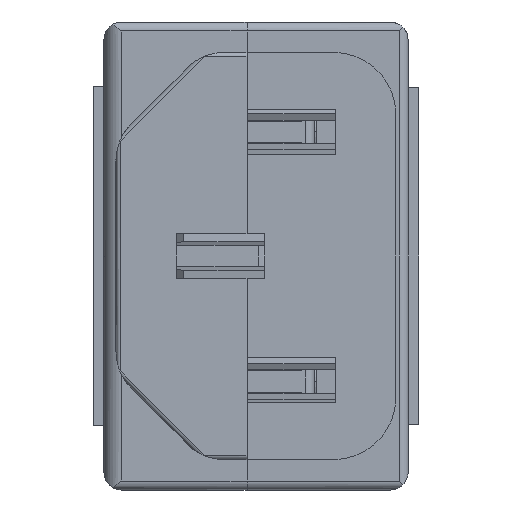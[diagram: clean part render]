
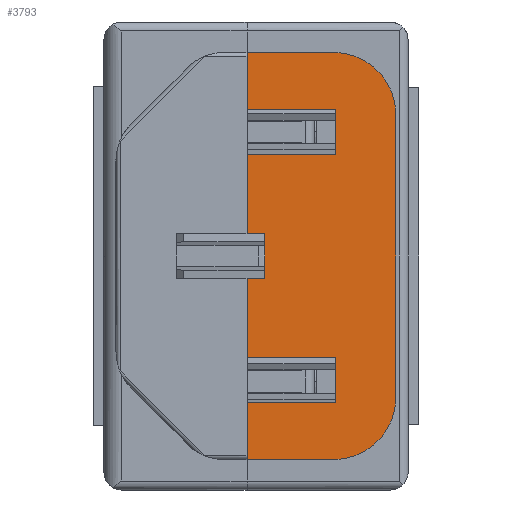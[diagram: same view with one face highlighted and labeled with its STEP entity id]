
A CAD part, front view. The second image highlights one B-rep face of the part: STEP entity #3793.
In plain terms, the highlighted planar face has unit normal (0, -1, 0).
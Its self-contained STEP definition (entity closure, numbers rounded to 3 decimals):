
#1144 = DIRECTION ( 'NONE',  ( 0., 0., -1. ) ) ;
#1198 = LINE ( 'NONE', #30475, #26398 ) ;
#1251 = FACE_OUTER_BOUND ( 'NONE', #38129, .T. ) ;
#1341 = LINE ( 'NONE', #22854, #13685 ) ;
#1486 = PLANE ( 'NONE',  #42164 ) ;
#1973 = CARTESIAN_POINT ( 'NONE',  ( 1., -18.288, -1.25 ) ) ;
#2847 = VECTOR ( 'NONE', #25074, 1000. ) ;
#3060 = VECTOR ( 'NONE', #35954, 1000. ) ;
#3317 = CARTESIAN_POINT ( 'NONE',  ( 0., -18.288, 1.25 ) ) ;
#3606 = VECTOR ( 'NONE', #37873, 1000. ) ;
#3793 = ADVANCED_FACE ( 'NONE', ( #1251 ), #1486, .T. ) ;
#3980 = LINE ( 'NONE', #40546, #14180 ) ;
#4237 = EDGE_CURVE ( 'NONE', #45491, #40476, #1198, .T. ) ;
#4589 = EDGE_CURVE ( 'NONE', #37768, #46226, #16031, .T. ) ;
#4674 = VERTEX_POINT ( 'NONE', #32437 ) ;
#5169 = VECTOR ( 'NONE', #21710, 1000. ) ;
#5220 = DIRECTION ( 'NONE',  ( 1., 0., 0. ) ) ;
#5297 = VERTEX_POINT ( 'NONE', #7130 ) ;
#5552 = VERTEX_POINT ( 'NONE', #45313 ) ;
#6573 = VERTEX_POINT ( 'NONE', #33973 ) ;
#6660 = VECTOR ( 'NONE', #28993, 1000. ) ;
#6710 = CARTESIAN_POINT ( 'NONE',  ( 0., -18.288, 11.495 ) ) ;
#6918 = ORIENTED_EDGE ( 'NONE', *, *, #16465, .T. ) ;
#7130 = CARTESIAN_POINT ( 'NONE',  ( 5., -18.288, 5.75 ) ) ;
#7200 = LINE ( 'NONE', #42589, #42356 ) ;
#7206 = CARTESIAN_POINT ( 'NONE',  ( 1., -18.288, 1.25 ) ) ;
#7612 = VECTOR ( 'NONE', #10517, 1000. ) ;
#8070 = DIRECTION ( 'NONE',  ( 0., -1., 0. ) ) ;
#8841 = ORIENTED_EDGE ( 'NONE', *, *, #26963, .T. ) ;
#10003 = CARTESIAN_POINT ( 'NONE',  ( 0., -18.288, 1.25 ) ) ;
#10517 = DIRECTION ( 'NONE',  ( 1., 0., 0. ) ) ;
#10672 = LINE ( 'NONE', #21995, #2847 ) ;
#11350 = CARTESIAN_POINT ( 'NONE',  ( 4.89, -18.288, 11.495 ) ) ;
#11386 = DIRECTION ( 'NONE',  ( 0., 0., -1. ) ) ;
#12141 = DIRECTION ( 'NONE',  ( 0., 0., -1. ) ) ;
#12211 = LINE ( 'NONE', #19273, #31986 ) ;
#12523 = DIRECTION ( 'NONE',  ( 1., 0., 0. ) ) ;
#12718 = DIRECTION ( 'NONE',  ( 1., 0., 0. ) ) ;
#12811 = VERTEX_POINT ( 'NONE', #45981 ) ;
#12967 = CARTESIAN_POINT ( 'NONE',  ( 5., -18.288, 8.25 ) ) ;
#13097 = LINE ( 'NONE', #10003, #41625 ) ;
#13685 = VECTOR ( 'NONE', #15525, 1000. ) ;
#13815 = ORIENTED_EDGE ( 'NONE', *, *, #38872, .F. ) ;
#14180 = VECTOR ( 'NONE', #22640, 1000. ) ;
#14263 = EDGE_CURVE ( 'NONE', #6573, #34090, #40535, .T. ) ;
#14737 = VERTEX_POINT ( 'NONE', #32716 ) ;
#15371 = CARTESIAN_POINT ( 'NONE',  ( 5., -18.288, 5.75 ) ) ;
#15525 = DIRECTION ( 'NONE',  ( 0., 0., -1. ) ) ;
#16031 = LINE ( 'NONE', #26415, #20358 ) ;
#16465 = EDGE_CURVE ( 'NONE', #19346, #24992, #39065, .T. ) ;
#16828 = EDGE_CURVE ( 'NONE', #29551, #40445, #17557, .T. ) ;
#17373 = CARTESIAN_POINT ( 'NONE',  ( 4.89, -18.288, -11.495 ) ) ;
#17557 = LINE ( 'NONE', #28868, #3060 ) ;
#17711 = EDGE_CURVE ( 'NONE', #6573, #45491, #1341, .T. ) ;
#17998 = VERTEX_POINT ( 'NONE', #7206 ) ;
#18605 = CARTESIAN_POINT ( 'NONE',  ( 0., -18.288, -8.25 ) ) ;
#19002 = ORIENTED_EDGE ( 'NONE', *, *, #14263, .F. ) ;
#19273 = CARTESIAN_POINT ( 'NONE',  ( 0., -18.288, -1.25 ) ) ;
#19346 = VERTEX_POINT ( 'NONE', #25804 ) ;
#19349 = LINE ( 'NONE', #40807, #28532 ) ;
#19413 = ORIENTED_EDGE ( 'NONE', *, *, #39001, .F. ) ;
#19558 = DIRECTION ( 'NONE',  ( 0., -1., 0. ) ) ;
#19764 = ORIENTED_EDGE ( 'NONE', *, *, #40876, .T. ) ;
#19794 = EDGE_CURVE ( 'NONE', #4674, #22605, #40343, .T. ) ;
#20358 = VECTOR ( 'NONE', #1144, 1000. ) ;
#21133 = EDGE_CURVE ( 'NONE', #5552, #14737, #7200, .T. ) ;
#21546 = EDGE_CURVE ( 'NONE', #46226, #17998, #13097, .T. ) ;
#21710 = DIRECTION ( 'NONE',  ( 0., 0., 1. ) ) ;
#21995 = CARTESIAN_POINT ( 'NONE',  ( 0., -18.288, 11.495 ) ) ;
#22605 = VERTEX_POINT ( 'NONE', #6710 ) ;
#22640 = DIRECTION ( 'NONE',  ( 1., 0., 0. ) ) ;
#22854 = CARTESIAN_POINT ( 'NONE',  ( 0., -18.288, -8.25 ) ) ;
#23541 = VERTEX_POINT ( 'NONE', #12967 ) ;
#23814 = EDGE_CURVE ( 'NONE', #29551, #19346, #12211, .T. ) ;
#23924 = EDGE_CURVE ( 'NONE', #40476, #5552, #28212, .T. ) ;
#24330 = VECTOR ( 'NONE', #36126, 1000. ) ;
#24568 = CARTESIAN_POINT ( 'NONE',  ( 0., -18.288, -1.25 ) ) ;
#24971 = ORIENTED_EDGE ( 'NONE', *, *, #21546, .T. ) ;
#24992 = VERTEX_POINT ( 'NONE', #43512 ) ;
#25028 = LINE ( 'NONE', #35886, #5169 ) ;
#25074 = DIRECTION ( 'NONE',  ( 0., 0., -1. ) ) ;
#25804 = CARTESIAN_POINT ( 'NONE',  ( 0., -18.288, -5.75 ) ) ;
#25826 = ORIENTED_EDGE ( 'NONE', *, *, #27820, .F. ) ;
#26398 = VECTOR ( 'NONE', #5220, 1000. ) ;
#26415 = CARTESIAN_POINT ( 'NONE',  ( 0., -18.288, 5.75 ) ) ;
#26963 = EDGE_CURVE ( 'NONE', #14737, #4674, #46436, .T. ) ;
#27645 = AXIS2_PLACEMENT_3D ( 'NONE', #41006, #19558, #12718 ) ;
#27820 = EDGE_CURVE ( 'NONE', #5297, #23541, #40365, .T. ) ;
#28212 = CIRCLE ( 'NONE', #36510, 3.51 ) ;
#28216 = CARTESIAN_POINT ( 'NONE',  ( 1., -18.288, -1.25 ) ) ;
#28532 = VECTOR ( 'NONE', #12523, 1000. ) ;
#28868 = CARTESIAN_POINT ( 'NONE',  ( 0., -18.288, -1.25 ) ) ;
#28993 = DIRECTION ( 'NONE',  ( 1., 0., 0. ) ) ;
#29551 = VERTEX_POINT ( 'NONE', #24568 ) ;
#30075 = EDGE_CURVE ( 'NONE', #40445, #17998, #30086, .T. ) ;
#30086 = LINE ( 'NONE', #1973, #3606 ) ;
#30248 = CARTESIAN_POINT ( 'NONE',  ( 0., -18.288, 5.75 ) ) ;
#30475 = CARTESIAN_POINT ( 'NONE',  ( 0., -18.288, -11.495 ) ) ;
#31986 = VECTOR ( 'NONE', #37450, 1000. ) ;
#32437 = CARTESIAN_POINT ( 'NONE',  ( 4.89, -18.288, 11.495 ) ) ;
#32716 = CARTESIAN_POINT ( 'NONE',  ( 8.4, -18.288, 7.985 ) ) ;
#33712 = CARTESIAN_POINT ( 'NONE',  ( 0., -18.288, -11.495 ) ) ;
#33896 = CARTESIAN_POINT ( 'NONE',  ( 5., -18.288, -8.25 ) ) ;
#33973 = CARTESIAN_POINT ( 'NONE',  ( 0., -18.288, -8.25 ) ) ;
#34090 = VERTEX_POINT ( 'NONE', #33896 ) ;
#34181 = ORIENTED_EDGE ( 'NONE', *, *, #30075, .F. ) ;
#34218 = ORIENTED_EDGE ( 'NONE', *, *, #4237, .T. ) ;
#35886 = CARTESIAN_POINT ( 'NONE',  ( 5., -18.288, -8.25 ) ) ;
#35954 = DIRECTION ( 'NONE',  ( 1., 0., 0. ) ) ;
#36126 = DIRECTION ( 'NONE',  ( -1., 0., 0. ) ) ;
#36510 = AXIS2_PLACEMENT_3D ( 'NONE', #44635, #8070, #11386 ) ;
#36698 = VECTOR ( 'NONE', #40843, 1000. ) ;
#36949 = ORIENTED_EDGE ( 'NONE', *, *, #17711, .T. ) ;
#37450 = DIRECTION ( 'NONE',  ( 0., 0., -1. ) ) ;
#37720 = ORIENTED_EDGE ( 'NONE', *, *, #4589, .T. ) ;
#37768 = VERTEX_POINT ( 'NONE', #30248 ) ;
#37873 = DIRECTION ( 'NONE',  ( 0., 0., 1. ) ) ;
#38129 = EDGE_LOOP ( 'NONE', ( #37720, #24971, #34181, #43812, #43910, #6918, #13815, #19002, #36949, #34218, #45911, #40329, #8841, #46450, #19764, #41521, #25826, #19413 ) ) ;
#38325 = DIRECTION ( 'NONE',  ( 1., 0., 0. ) ) ;
#38872 = EDGE_CURVE ( 'NONE', #34090, #24992, #25028, .T. ) ;
#39001 = EDGE_CURVE ( 'NONE', #37768, #5297, #19349, .T. ) ;
#39065 = LINE ( 'NONE', #42593, #7612 ) ;
#39983 = DIRECTION ( 'NONE',  ( 0., 0., 1. ) ) ;
#40329 = ORIENTED_EDGE ( 'NONE', *, *, #21133, .T. ) ;
#40343 = LINE ( 'NONE', #11350, #24330 ) ;
#40365 = LINE ( 'NONE', #15371, #36698 ) ;
#40445 = VERTEX_POINT ( 'NONE', #28216 ) ;
#40476 = VERTEX_POINT ( 'NONE', #17373 ) ;
#40535 = LINE ( 'NONE', #18605, #6660 ) ;
#40546 = CARTESIAN_POINT ( 'NONE',  ( 0., -18.288, 8.25 ) ) ;
#40807 = CARTESIAN_POINT ( 'NONE',  ( 0., -18.288, 5.75 ) ) ;
#40843 = DIRECTION ( 'NONE',  ( 0., 0., 1. ) ) ;
#40876 = EDGE_CURVE ( 'NONE', #22605, #12811, #10672, .T. ) ;
#41006 = CARTESIAN_POINT ( 'NONE',  ( 4.89, -18.288, 7.985 ) ) ;
#41370 = DIRECTION ( 'NONE',  ( 0., -1., 0. ) ) ;
#41521 = ORIENTED_EDGE ( 'NONE', *, *, #41744, .T. ) ;
#41601 = CARTESIAN_POINT ( 'NONE',  ( 0., -18.288, 0. ) ) ;
#41625 = VECTOR ( 'NONE', #38325, 1000. ) ;
#41744 = EDGE_CURVE ( 'NONE', #12811, #23541, #3980, .T. ) ;
#42164 = AXIS2_PLACEMENT_3D ( 'NONE', #41601, #41370, #12141 ) ;
#42356 = VECTOR ( 'NONE', #39983, 1000. ) ;
#42589 = CARTESIAN_POINT ( 'NONE',  ( 8.4, -18.288, -7.985 ) ) ;
#42593 = CARTESIAN_POINT ( 'NONE',  ( 0., -18.288, -5.75 ) ) ;
#43512 = CARTESIAN_POINT ( 'NONE',  ( 5., -18.288, -5.75 ) ) ;
#43812 = ORIENTED_EDGE ( 'NONE', *, *, #16828, .F. ) ;
#43910 = ORIENTED_EDGE ( 'NONE', *, *, #23814, .T. ) ;
#44635 = CARTESIAN_POINT ( 'NONE',  ( 4.89, -18.288, -7.985 ) ) ;
#45313 = CARTESIAN_POINT ( 'NONE',  ( 8.4, -18.288, -7.985 ) ) ;
#45491 = VERTEX_POINT ( 'NONE', #33712 ) ;
#45911 = ORIENTED_EDGE ( 'NONE', *, *, #23924, .T. ) ;
#45981 = CARTESIAN_POINT ( 'NONE',  ( 0., -18.288, 8.25 ) ) ;
#46226 = VERTEX_POINT ( 'NONE', #3317 ) ;
#46436 = CIRCLE ( 'NONE', #27645, 3.51 ) ;
#46450 = ORIENTED_EDGE ( 'NONE', *, *, #19794, .T. ) ;
